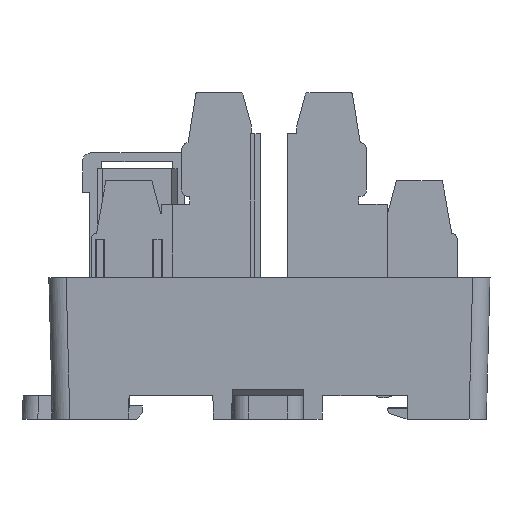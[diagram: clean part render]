
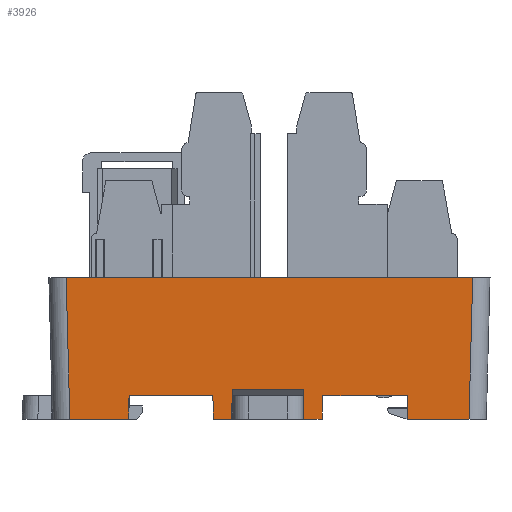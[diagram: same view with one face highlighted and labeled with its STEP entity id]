
A CAD part, left-side view. The second image highlights one B-rep face of the part: STEP entity #3926.
In plain terms, the highlighted planar face has unit normal (-1, 0, -0.026).
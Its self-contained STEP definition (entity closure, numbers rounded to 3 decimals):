
#1938=FACE_OUTER_BOUND('',#9165,.T.);
#3926=ADVANCED_FACE('',(#1938),#6052,.T.);
#6052=PLANE('',#40374);
#9165=EDGE_LOOP('',(#12521,#12522,#12523,#12524,#12525,#12526,#12527,#12528,
#12529,#12530,#12531,#12532,#12533,#12534,#12535,#12536));
#12521=ORIENTED_EDGE('',*,*,#26724,.F.);
#12522=ORIENTED_EDGE('',*,*,#26683,.T.);
#12523=ORIENTED_EDGE('',*,*,#26728,.T.);
#12524=ORIENTED_EDGE('',*,*,#26348,.T.);
#12525=ORIENTED_EDGE('',*,*,#26738,.T.);
#12526=ORIENTED_EDGE('',*,*,#26535,.T.);
#12527=ORIENTED_EDGE('',*,*,#26741,.T.);
#12528=ORIENTED_EDGE('',*,*,#26515,.F.);
#12529=ORIENTED_EDGE('',*,*,#26744,.T.);
#12530=ORIENTED_EDGE('',*,*,#26531,.T.);
#12531=ORIENTED_EDGE('',*,*,#26552,.F.);
#12532=ORIENTED_EDGE('',*,*,#26362,.T.);
#12533=ORIENTED_EDGE('',*,*,#26715,.F.);
#12534=ORIENTED_EDGE('',*,*,#26679,.T.);
#12535=ORIENTED_EDGE('',*,*,#26719,.F.);
#12536=ORIENTED_EDGE('',*,*,#26722,.T.);
#22708=VERTEX_POINT('',#53710);
#22709=VERTEX_POINT('',#53712);
#22722=VERTEX_POINT('',#53738);
#22723=VERTEX_POINT('',#53740);
#22835=VERTEX_POINT('',#54047);
#22836=VERTEX_POINT('',#54049);
#22844=VERTEX_POINT('',#54074);
#22845=VERTEX_POINT('',#54076);
#22848=VERTEX_POINT('',#54083);
#22849=VERTEX_POINT('',#54085);
#22936=VERTEX_POINT('',#54372);
#22938=VERTEX_POINT('',#54377);
#22941=VERTEX_POINT('',#54385);
#22942=VERTEX_POINT('',#54387);
#22961=VERTEX_POINT('',#54456);
#22962=VERTEX_POINT('',#54461);
#26348=EDGE_CURVE('',#22709,#22708,#31779,.T.);
#26362=EDGE_CURVE('',#22723,#22722,#31791,.T.);
#26515=EDGE_CURVE('',#22835,#22836,#31936,.T.);
#26531=EDGE_CURVE('',#22845,#22844,#31949,.T.);
#26535=EDGE_CURVE('',#22849,#22848,#31951,.T.);
#26552=EDGE_CURVE('',#22723,#22844,#31967,.T.);
#26679=EDGE_CURVE('',#22936,#22938,#32089,.T.);
#26683=EDGE_CURVE('',#22942,#22941,#32092,.T.);
#26715=EDGE_CURVE('',#22936,#22722,#32124,.T.);
#26719=EDGE_CURVE('',#22961,#22938,#32128,.T.);
#26722=EDGE_CURVE('',#22961,#22962,#32131,.T.);
#26724=EDGE_CURVE('',#22942,#22962,#32133,.T.);
#26728=EDGE_CURVE('',#22941,#22709,#32137,.T.);
#26738=EDGE_CURVE('',#22708,#22849,#32145,.T.);
#26741=EDGE_CURVE('',#22848,#22836,#32148,.T.);
#26744=EDGE_CURVE('',#22835,#22845,#32151,.T.);
#31779=LINE('',#53711,#36117);
#31791=LINE('',#53739,#36129);
#31936=LINE('',#54048,#36274);
#31949=LINE('',#54075,#36287);
#31951=LINE('',#54084,#36289);
#31967=LINE('',#54117,#36305);
#32089=LINE('',#54378,#36427);
#32092=LINE('',#54386,#36430);
#32124=LINE('',#54449,#36462);
#32128=LINE('',#54457,#36466);
#32131=LINE('',#54462,#36469);
#32133=LINE('',#54465,#36471);
#32137=LINE('',#54472,#36475);
#32145=LINE('',#54491,#36483);
#32148=LINE('',#54496,#36486);
#32151=LINE('',#54503,#36489);
#36117=VECTOR('',#43354,1.);
#36129=VECTOR('',#43370,1.);
#36274=VECTOR('',#43617,1.);
#36287=VECTOR('',#43640,1.);
#36289=VECTOR('',#43648,1.);
#36305=VECTOR('',#43674,1.);
#36427=VECTOR('',#43918,1.);
#36430=VECTOR('',#43925,1.);
#36462=VECTOR('',#43981,1.);
#36466=VECTOR('',#43991,1.);
#36469=VECTOR('',#43996,1.);
#36471=VECTOR('',#44000,1.);
#36475=VECTOR('',#44010,1.);
#36483=VECTOR('',#44036,1.);
#36486=VECTOR('',#44043,1.);
#36489=VECTOR('',#44054,1.);
#40374=AXIS2_PLACEMENT_3D('',#54505,#44057,#44058);
#43354=DIRECTION('',(0.,-1.,0.));
#43370=DIRECTION('',(0.,-1.,0.));
#43617=DIRECTION('',(0.,-1.,0.));
#43640=DIRECTION('',(0.,-1.,0.));
#43648=DIRECTION('',(0.,-1.,0.));
#43674=DIRECTION('',(0.026,0.017,-1.));
#43918=DIRECTION('',(0.,-1.,0.));
#43925=DIRECTION('',(0.,-1.,0.));
#43981=DIRECTION('',(-0.026,0.035,0.999));
#43991=DIRECTION('',(0.026,0.009,-1.));
#43996=DIRECTION('',(0.,-1.,0.));
#44000=DIRECTION('',(-0.026,0.009,1.));
#44010=DIRECTION('',(-0.026,-0.035,0.999));
#44036=DIRECTION('',(0.026,-0.017,-1.));
#44043=DIRECTION('',(-0.026,-0.026,0.999));
#44054=DIRECTION('',(0.026,-0.026,-0.999));
#44057=DIRECTION('',(-1.,0.,-0.026));
#44058=DIRECTION('',(-0.026,0.,1.));
#53710=CARTESIAN_POINT('',(-209.057,162.449,175.));
#53711=CARTESIAN_POINT('',(-209.057,180.199,175.));
#53712=CARTESIAN_POINT('',(-209.057,173.199,175.));
#53738=CARTESIAN_POINT('',(-209.057,187.199,175.));
#53739=CARTESIAN_POINT('',(-209.057,180.199,175.));
#53740=CARTESIAN_POINT('',(-209.057,197.849,175.));
#54047=CARTESIAN_POINT('',(-209.45,205.85,190.));
#54048=CARTESIAN_POINT('',(-209.45,179.699,190.));
#54049=CARTESIAN_POINT('',(-209.45,154.148,190.));
#54074=CARTESIAN_POINT('',(-208.979,197.901,172.));
#54075=CARTESIAN_POINT('',(-208.979,180.199,172.));
#54076=CARTESIAN_POINT('',(-208.979,205.378,172.));
#54083=CARTESIAN_POINT('',(-208.979,154.62,172.));
#54084=CARTESIAN_POINT('',(-208.979,179.699,172.));
#54085=CARTESIAN_POINT('',(-208.979,162.397,172.));
#54117=CARTESIAN_POINT('',(-209.026,197.87,173.796));
#54372=CARTESIAN_POINT('',(-208.979,187.094,172.));
#54377=CARTESIAN_POINT('',(-208.979,184.775,172.));
#54378=CARTESIAN_POINT('',(-208.979,180.199,172.));
#54385=CARTESIAN_POINT('',(-208.979,173.304,172.));
#54386=CARTESIAN_POINT('',(-208.979,180.199,172.));
#54387=CARTESIAN_POINT('',(-208.979,175.623,172.));
#54449=CARTESIAN_POINT('',(-209.026,187.157,173.798));
#54456=CARTESIAN_POINT('',(-209.076,184.743,175.726));
#54457=CARTESIAN_POINT('',(-209.451,184.618,190.04));
#54461=CARTESIAN_POINT('',(-209.076,175.655,175.726));
#54462=CARTESIAN_POINT('',(-209.076,-29.246,175.726));
#54465=CARTESIAN_POINT('',(-209.451,175.78,190.032));
#54472=CARTESIAN_POINT('',(-209.444,172.684,189.753));
#54491=CARTESIAN_POINT('',(-209.458,162.716,190.294));
#54496=CARTESIAN_POINT('',(-209.433,154.166,189.34));
#54503=CARTESIAN_POINT('',(-209.433,205.833,189.34));
#54505=CARTESIAN_POINT('',(-209.45,179.699,189.997));
